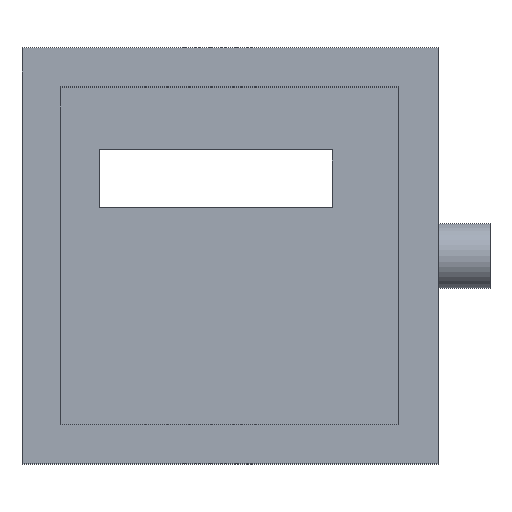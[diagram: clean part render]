
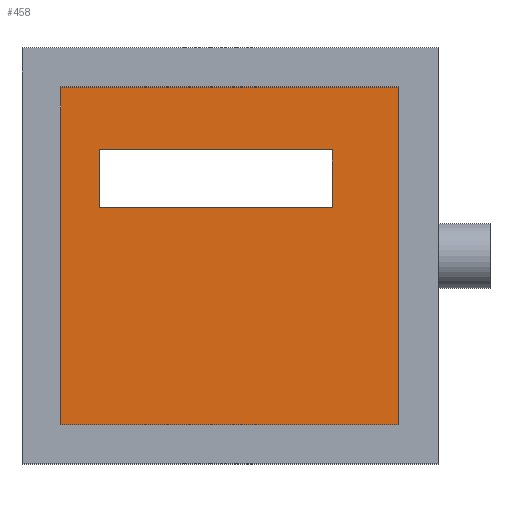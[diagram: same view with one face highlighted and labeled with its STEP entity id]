
A CAD part, top view. The second image highlights one B-rep face of the part: STEP entity #458.
In plain terms, the highlighted planar face has unit normal (0, 0, 1).
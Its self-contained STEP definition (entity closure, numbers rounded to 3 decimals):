
#17=FACE_BOUND('',#92,.T.);
#39=PLANE('',#505);
#64=FACE_OUTER_BOUND('',#91,.T.);
#91=EDGE_LOOP('',(#415,#416,#417,#418));
#92=EDGE_LOOP('',(#419,#420,#421,#422));
#116=LINE('',#692,#169);
#120=LINE('',#700,#173);
#123=LINE('',#706,#176);
#126=LINE('',#711,#179);
#133=LINE('',#726,#186);
#136=LINE('',#732,#189);
#139=LINE('',#738,#192);
#142=LINE('',#742,#195);
#169=VECTOR('',#570,10.);
#173=VECTOR('',#576,10.);
#176=VECTOR('',#581,10.);
#179=VECTOR('',#586,10.);
#186=VECTOR('',#597,10.);
#189=VECTOR('',#602,10.);
#192=VECTOR('',#607,10.);
#195=VECTOR('',#612,10.);
#229=VERTEX_POINT('',#690);
#230=VERTEX_POINT('',#691);
#233=VERTEX_POINT('',#699);
#235=VERTEX_POINT('',#705);
#241=VERTEX_POINT('',#723);
#242=VERTEX_POINT('',#725);
#244=VERTEX_POINT('',#731);
#246=VERTEX_POINT('',#737);
#278=EDGE_CURVE('',#229,#230,#116,.T.);
#282=EDGE_CURVE('',#230,#233,#120,.T.);
#285=EDGE_CURVE('',#233,#235,#123,.T.);
#288=EDGE_CURVE('',#235,#229,#126,.T.);
#295=EDGE_CURVE('',#242,#241,#133,.T.);
#298=EDGE_CURVE('',#244,#242,#136,.T.);
#301=EDGE_CURVE('',#246,#244,#139,.T.);
#304=EDGE_CURVE('',#241,#246,#142,.T.);
#415=ORIENTED_EDGE('',*,*,#278,.T.);
#416=ORIENTED_EDGE('',*,*,#282,.T.);
#417=ORIENTED_EDGE('',*,*,#285,.T.);
#418=ORIENTED_EDGE('',*,*,#288,.T.);
#419=ORIENTED_EDGE('',*,*,#304,.T.);
#420=ORIENTED_EDGE('',*,*,#301,.T.);
#421=ORIENTED_EDGE('',*,*,#298,.T.);
#422=ORIENTED_EDGE('',*,*,#295,.T.);
#458=ADVANCED_FACE('',(#64,#17),#39,.T.);
#505=AXIS2_PLACEMENT_3D('',#753,#624,#625);
#570=DIRECTION('',(0.,1.,0.));
#576=DIRECTION('',(-1.,0.,0.));
#581=DIRECTION('',(0.,-1.,0.));
#586=DIRECTION('',(1.,0.,0.));
#597=DIRECTION('',(-1.,0.,0.));
#602=DIRECTION('',(0.,-1.,0.));
#607=DIRECTION('',(1.,0.,0.));
#612=DIRECTION('',(0.,1.,0.));
#624=DIRECTION('center_axis',(0.,0.,1.));
#625=DIRECTION('ref_axis',(1.,0.,0.));
#690=CARTESIAN_POINT('',(-7.5,7.5,2.5));
#691=CARTESIAN_POINT('',(-7.5,72.5,2.5));
#692=CARTESIAN_POINT('',(-7.5,56.25,2.5));
#699=CARTESIAN_POINT('',(-72.5,72.5,2.5));
#700=CARTESIAN_POINT('',(-56.25,72.5,2.5));
#705=CARTESIAN_POINT('',(-72.5,7.5,2.5));
#706=CARTESIAN_POINT('',(-72.5,23.75,2.5));
#711=CARTESIAN_POINT('',(-23.75,7.5,2.5));
#723=CARTESIAN_POINT('',(-65.187,49.32,2.5));
#725=CARTESIAN_POINT('',(-20.341,49.32,2.5));
#726=CARTESIAN_POINT('',(-65.187,49.32,2.5));
#731=CARTESIAN_POINT('',(-20.341,60.417,2.5));
#732=CARTESIAN_POINT('',(-20.341,49.32,2.5));
#737=CARTESIAN_POINT('',(-65.187,60.417,2.5));
#738=CARTESIAN_POINT('',(-20.341,60.417,2.5));
#742=CARTESIAN_POINT('',(-65.187,60.417,2.5));
#753=CARTESIAN_POINT('Origin',(-40.,40.,2.5));
